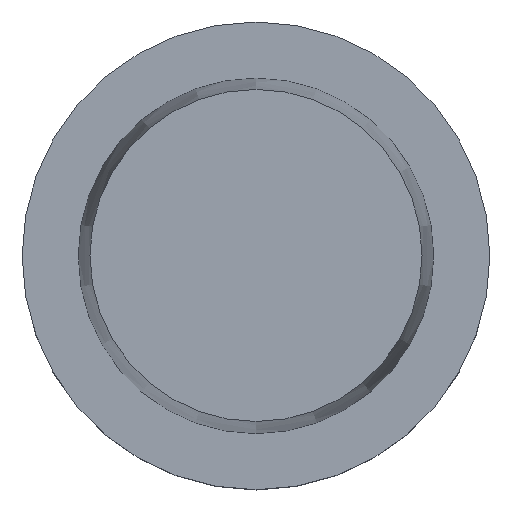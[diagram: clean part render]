
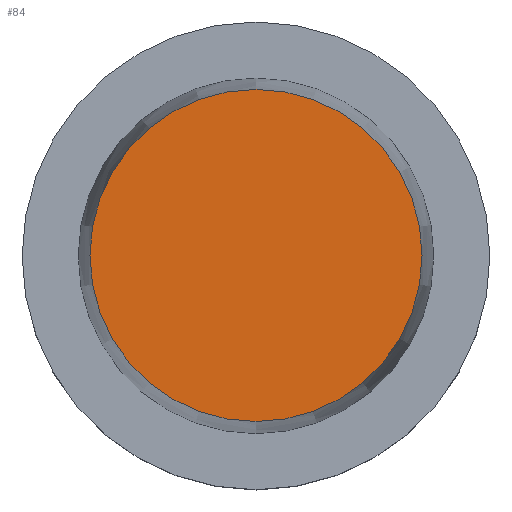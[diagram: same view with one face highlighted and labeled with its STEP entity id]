
A CAD part, top view. The second image highlights one B-rep face of the part: STEP entity #84.
In plain terms, the highlighted planar face has unit normal (0, 0, 1).
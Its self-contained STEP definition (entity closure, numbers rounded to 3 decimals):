
#84=ADVANCED_FACE('Unnamed[1]',(#226),#227,.T.);
#141=EDGE_CURVE('Unnamed[1]',#314,#314,#315,.T.);
#226=FACE_OUTER_BOUND('',#427,.T.);
#227=PLANE('',#428);
#314=VERTEX_POINT('',#537);
#315=CIRCLE('',#538,35.5);
#427=EDGE_LOOP('',(#659));
#428=AXIS2_PLACEMENT_3D('',#660,#661,#662);
#537=CARTESIAN_POINT('',(0.,35.5,50.0));
#538=AXIS2_PLACEMENT_3D('',#756,#757,#758);
#659=ORIENTED_EDGE('',*,*,#141,.F.);
#660=CARTESIAN_POINT('',(0.,17.75,50.0));
#661=DIRECTION('',(0.,0.,1.0));
#662=DIRECTION('',(0.,-1.0,0.));
#756=CARTESIAN_POINT('',(0.,0.,50.0));
#757=DIRECTION('',(0.,0.,-1.0));
#758=DIRECTION('',(0.,1.0,0.));
